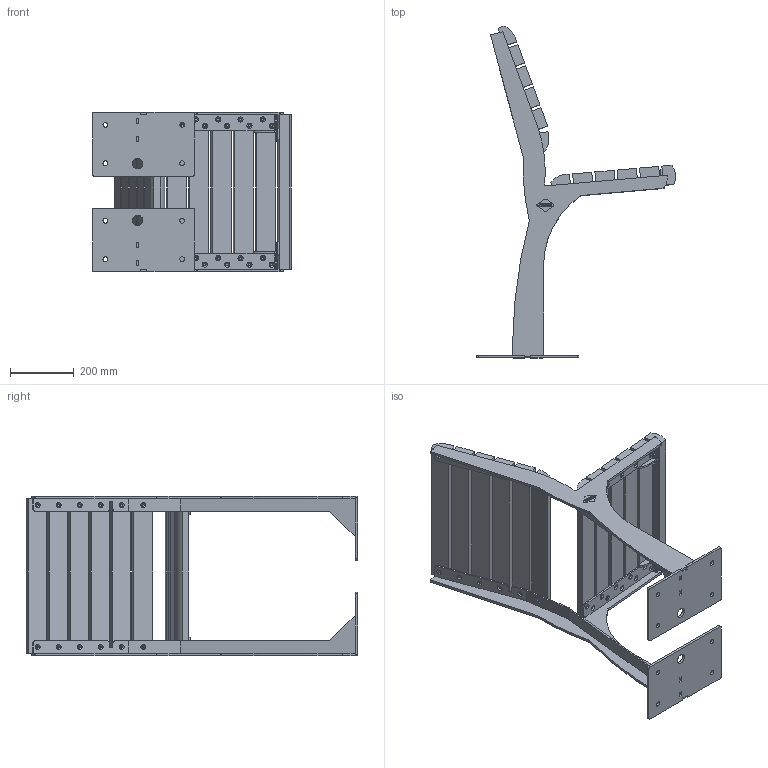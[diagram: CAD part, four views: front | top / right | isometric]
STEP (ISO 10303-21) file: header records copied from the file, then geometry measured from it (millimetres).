
FILE_DESCRIPTION (( 'STEP AP203' ), '1' );
FILE_NAME ('GRBE_500SB.STEP', '2021-04-12T08:08:39', ( '' ), ( '' ), 'SwSTEP 2.0', 'SolidWorks 2020', '' );
FILE_SCHEMA (( 'CONFIG_CONTROL_DESIGN' ));
Length unit declared in the file: millimetre
Products named in the file (18): GRBE-2300 Seat Reinf R; GRBE_Wood_2_500_; GRBE-2300 Seat Con; GRBE-2300 Leg R_GRBE Leg R; FURNS Brandtag sticker; GRBE-2300 Seat Reinf; GRBE-2300 Ground plate; GRBE-2300 Base L; GRBE-2300 Seat Con R; GRBE_Wood_1_500_; GRBE-2300 Leg L_GRBE Leg L; GRBE_Wood_3_500_; GRBE-2300 Base R; GRBE_500SB; GRBE-2300 Leg Reinf R; GRBE-2300 Leg Reinf L; GRBE-2300 Seat Reinf L; GRBE-2300 Seat Con L
Assembly tree (29 placements, depth 3):
  GRBE_500SB
    GRBE-2300 Base L
      GRBE-2300 Leg L_GRBE Leg L
      GRBE-2300 Leg Reinf L
      GRBE-2300 Ground plate
      GRBE-2300 Seat Reinf
      GRBE-2300 Seat Reinf L
      GRBE-2300 Seat Con
      GRBE-2300 Seat Con L
    GRBE-2300 Base R
      GRBE-2300 Ground plate
      GRBE-2300 Leg R_GRBE Leg R
      GRBE-2300 Leg Reinf R
      GRBE-2300 Seat Reinf
      GRBE-2300 Seat Reinf R
      GRBE-2300 Seat Con
      GRBE-2300 Seat Con R
    GRBE_Wood_1_500_  x3
    GRBE_Wood_2_500_  x8
    GRBE_Wood_3_500_
    FURNS Brandtag sticker
Bounding box: 621.86 x 1037.57 x 500.15 mm (x, y, z)
Volume: 16535343.9 mm3; surface area: 2169383.8 mm2
Topology: 27 solids, 27 shells, 879 faces, 2303 edges, 1498 vertices
Faces by surface type: plane 529, cylinder 182, bspline 88, cone 80
Entity records: 25529 total; most frequent: CARTESIAN_POINT 5302, ORIENTED_EDGE 3866, DIRECTION 3449, EDGE_CURVE 1933, LINE 1409, VECTOR 1409, VERTEX_POINT 1258, AXIS2_PLACEMENT_3D 1020
